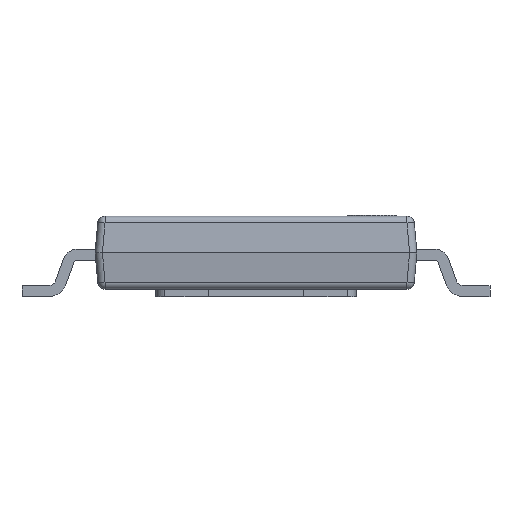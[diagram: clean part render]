
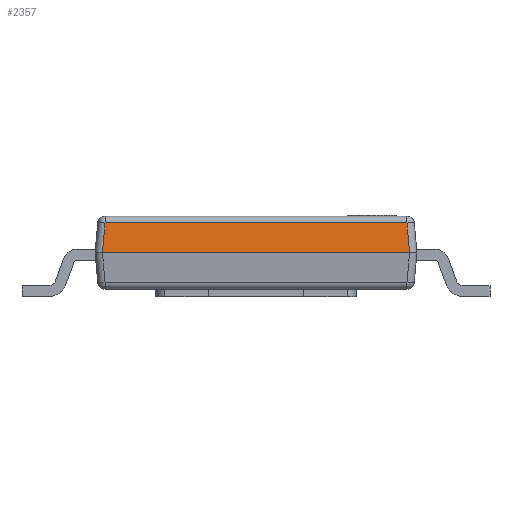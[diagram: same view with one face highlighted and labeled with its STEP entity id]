
A CAD part, left-side view. The second image highlights one B-rep face of the part: STEP entity #2357.
In plain terms, the highlighted planar face has unit normal (-0.996, 0, 0.087).
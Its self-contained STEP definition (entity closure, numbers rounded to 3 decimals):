
#388 = VECTOR ( 'NONE', #25177, 1000. ) ;
#555 = LINE ( 'NONE', #8805, #388 ) ;
#1887 = PLANE ( 'NONE',  #25559 ) ;
#2357 = ADVANCED_FACE ( 'NONE', ( #20380 ), #1887, .T. ) ;
#2585 = DIRECTION ( 'NONE',  ( 0.087, 0., 0.996 ) ) ;
#3161 = VERTEX_POINT ( 'NONE', #10172 ) ;
#4020 = CARTESIAN_POINT ( 'NONE',  ( -3.214, 2.065, 0.409 ) ) ;
#5763 = EDGE_LOOP ( 'NONE', ( #21217, #20352, #19007, #6873 ) ) ;
#6873 = ORIENTED_EDGE ( 'NONE', *, *, #8209, .T. ) ;
#7285 = DIRECTION ( 'NONE',  ( 0.087, 0.087, 0.992 ) ) ;
#8209 = EDGE_CURVE ( 'NONE', #20775, #3161, #9717, .T. ) ;
#8805 = CARTESIAN_POINT ( 'NONE',  ( -3.25, 2.2, 0. ) ) ;
#9717 = LINE ( 'NONE', #15380, #21631 ) ;
#9986 = DIRECTION ( 'NONE',  ( -0.087, 0.087, -0.992 ) ) ;
#10172 = CARTESIAN_POINT ( 'NONE',  ( -3.214, -2.065, 0.409 ) ) ;
#10511 = EDGE_CURVE ( 'NONE', #3161, #15984, #21801, .T. ) ;
#13450 = VECTOR ( 'NONE', #9986, 1000. ) ;
#13746 = VERTEX_POINT ( 'NONE', #21414 ) ;
#14032 = DIRECTION ( 'NONE',  ( 0., 1., 0. ) ) ;
#15380 = CARTESIAN_POINT ( 'NONE',  ( -3.218, -2.068, 0.371 ) ) ;
#15984 = VERTEX_POINT ( 'NONE', #4020 ) ;
#16197 = CARTESIAN_POINT ( 'NONE',  ( -3.214, 2.156, 0.409 ) ) ;
#17604 = CARTESIAN_POINT ( 'NONE',  ( -3.25, -2.1, 0. ) ) ;
#19007 = ORIENTED_EDGE ( 'NONE', *, *, #21358, .T. ) ;
#19528 = CARTESIAN_POINT ( 'NONE',  ( -3.25, 2.2, 0. ) ) ;
#20352 = ORIENTED_EDGE ( 'NONE', *, *, #22801, .T. ) ;
#20380 = FACE_OUTER_BOUND ( 'NONE', #5763, .T. ) ;
#20494 = CARTESIAN_POINT ( 'NONE',  ( -3.251, 2.101, -0.009 ) ) ;
#20574 = VECTOR ( 'NONE', #14032, 1000. ) ;
#20775 = VERTEX_POINT ( 'NONE', #17604 ) ;
#21217 = ORIENTED_EDGE ( 'NONE', *, *, #10511, .T. ) ;
#21358 = EDGE_CURVE ( 'NONE', #13746, #20775, #555, .T. ) ;
#21397 = DIRECTION ( 'NONE',  ( -0.996, 0., 0.087 ) ) ;
#21414 = CARTESIAN_POINT ( 'NONE',  ( -3.25, 2.1, 0. ) ) ;
#21631 = VECTOR ( 'NONE', #7285, 1000. ) ;
#21801 = LINE ( 'NONE', #16197, #20574 ) ;
#22801 = EDGE_CURVE ( 'NONE', #15984, #13746, #26381, .T. ) ;
#25177 = DIRECTION ( 'NONE',  ( 0., -1., 0. ) ) ;
#25559 = AXIS2_PLACEMENT_3D ( 'NONE', #19528, #21397, #2585 ) ;
#26381 = LINE ( 'NONE', #20494, #13450 ) ;
